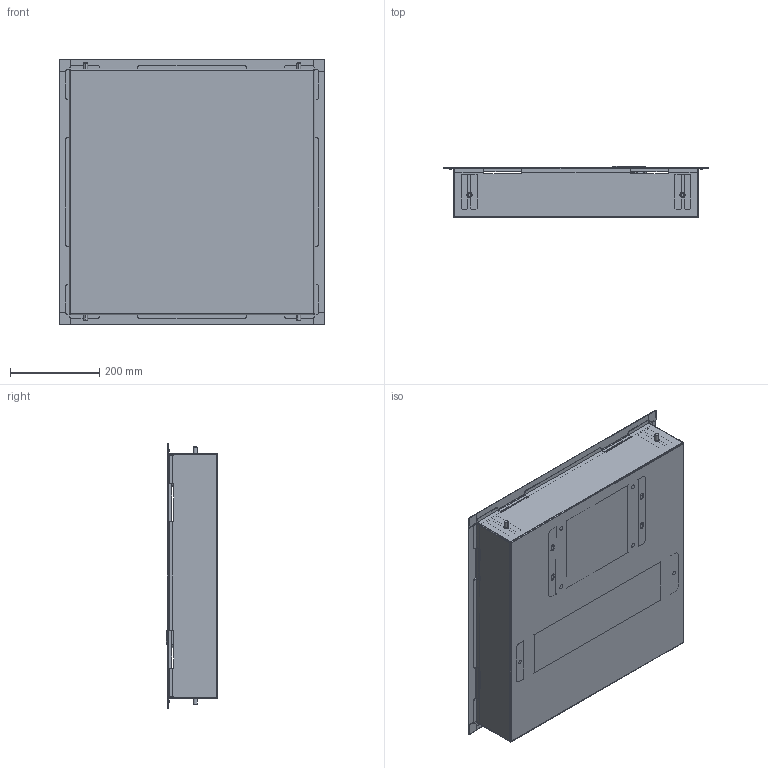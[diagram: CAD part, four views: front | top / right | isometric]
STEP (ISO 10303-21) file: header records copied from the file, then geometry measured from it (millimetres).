
FILE_DESCRIPTION (( 'STEP AP214' ), '1' );
FILE_NAME ('DCBF-DCE2XXX.STEP', '2022-10-05T11:33:20', ( '' ), ( '' ), 'SwSTEP 2.0', 'SolidWorks 2021', '' );
FILE_SCHEMA (( 'AUTOMOTIVE_DESIGN' ));
Length unit declared in the file: millimetre
Products named in the file (15): 3420000342_defeature; DCBF-DCE2XXX; Rami Sanitari_2R; Piastra_defeature; 3427770056_BIM_defeature; Energia FB; 3170050135_defeature; 3420000197_BIM_defeature; Sontex 0739-130_1BIM; 3420000348_defeature; WMT20-20AF; 3260056708_defeature; 3427770045_BIM_2R; 3427770081_BIM; 210100STR_defeature
Assembly tree (20 placements, depth 4):
  DCBF-DCE2XXX
    3260056708_defeature
    Energia FB
      3427770056_BIM_defeature
      3170050135_defeature  x2
      3427770081_BIM
        3420000197_BIM_defeature
        Sontex 0739-130_1BIM
      3420000348_defeature
    Rami Sanitari_2R
      3427770045_BIM_2R
        Piastra_defeature
        210100STR_defeature  x4
        3420000342_defeature  x2
      WMT20-20AF  x2
Bounding box: 594 x 114.84 x 594 mm (x, y, z)
Volume: 4608558.8 mm3; surface area: 2071070.1 mm2
Topology: 27 solids, 27 shells, 5719 faces, 14236 edges, 8488 vertices
Faces by surface type: plane 1694, cylinder 1581, bspline 1161, torus 654, cone 439, sphere 190
Entity records: 209246 total; most frequent: CARTESIAN_POINT 63272, ORIENTED_EDGE 21960, DIRECTION 19811, EDGE_CURVE 10980, AXIS2_PLACEMENT_3D 7851, VERTEX_POINT 6666, EDGE_LOOP 4624, ADVANCED_FACE 4443
